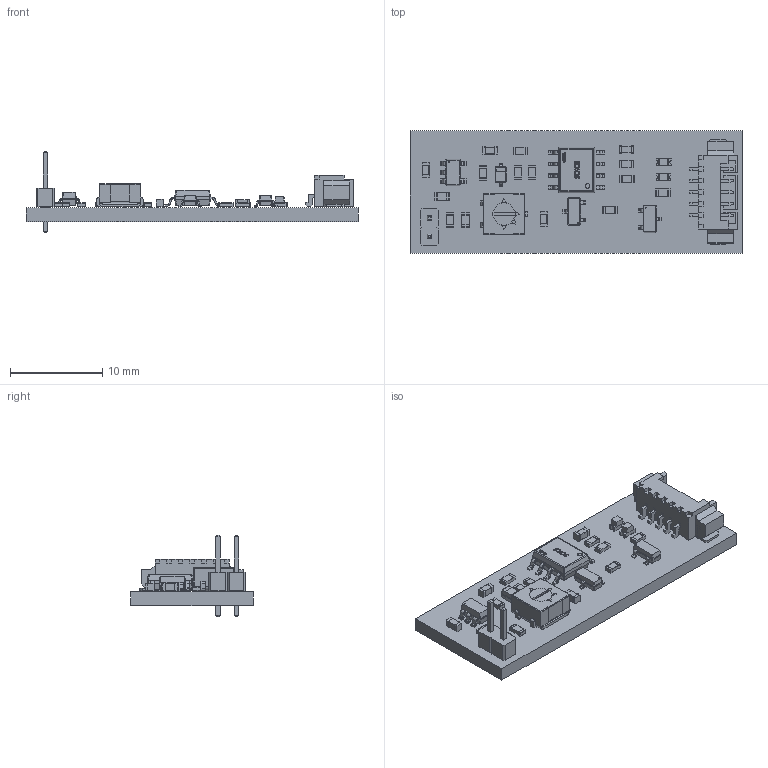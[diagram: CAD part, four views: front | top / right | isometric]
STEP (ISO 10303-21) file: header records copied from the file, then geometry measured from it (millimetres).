
FILE_DESCRIPTION(('KiCad electronic assembly'),'2;1');
FILE_NAME('jlcpcb_probe-v1.2.step','2026-02-24T14:46:46',('Pcbnew'),( 'Kicad'),'Open CASCADE STEP processor 7.5','KiCad to STEP converter' ,'Unknown');
FILE_SCHEMA(('AUTOMOTIVE_DESIGN { 1 0 10303 214 1 1 1 1 }'));
Length unit declared in the file: millimetre
Products named in the file (13): jlcpcb_probe-v1.2 1; R_0603; D_SOD-323; R_0603_1608Metric; Potentiometer_Bourns_3314J_Vertical; SOT-23; Molex_PicoBlade_53261-0571_1x05-1MP_P1.25mm_Horizontal; C_0603; SOT-23-5; PinHeader_1x02_P2.00mm_Vertical; D_0603; SOIC-8_L4.9-W3.9-P1.27-LS6.0-BL; jlcpcb_probe-v1.2_PCB
Assembly tree (26 placements, depth 2):
  jlcpcb_probe-v1.2 1
    R_0603
    D_SOD-323
    R_0603_1608Metric  x10
    Potentiometer_Bourns_3314J_Vertical
    SOT-23  x2
    Molex_PicoBlade_53261-0571_1x05-1MP_P1.25mm_Horizontal
    C_0603  x4
    SOT-23-5
    PinHeader_1x02_P2.00mm_Vertical
    D_0603  x2
    SOIC-8_L4.9-W3.9-P1.27-LS6.0-BL
    jlcpcb_probe-v1.2_PCB
Bounding box: 35.94 x 13.26 x 8.8 mm (x, y, z)
Volume: 924.9 mm3; surface area: 1771.8 mm2
Topology: 47 solids, 47 shells, 2021 faces, 4993 edges, 3097 vertices
Faces by surface type: plane 1212, cylinder 459, bspline 230, torus 68, sphere 52
Full cylindrical faces by diameter (mm): 0.8 x2
Entity records: 49771 total; most frequent: CARTESIAN_POINT 13288, ORIENTED_EDGE 7742, DIRECTION 6983, EDGE_CURVE 3871, LINE 2721, VECTOR 2721, VERTEX_POINT 2384, AXIS2_PLACEMENT_3D 2131
